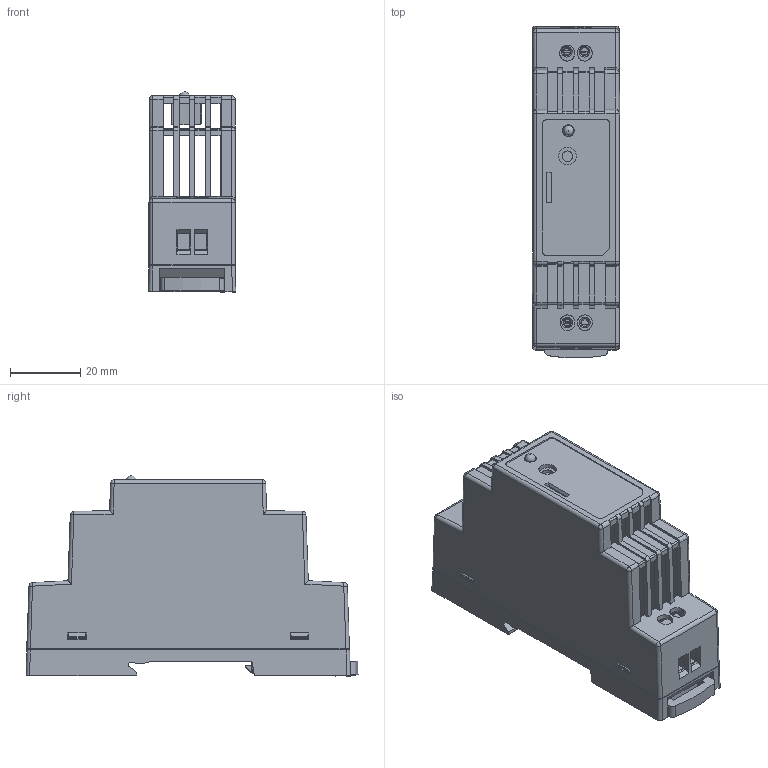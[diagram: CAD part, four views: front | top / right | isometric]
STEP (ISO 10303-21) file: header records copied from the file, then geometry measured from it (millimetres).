
FILE_DESCRIPTION((''),'2;1');
FILE_NAME('PS15.stp','2011-08-19T12:54:01',('laszlo'),(''),'Autodesk Inventor 2009','Autodesk Inventor 2009','');
FILE_SCHEMA(('AUTOMOTIVE_DESIGN { 1 0 10303 214 1 1 1 1 }'));
Length unit declared in the file: millimetre
Products named in the file (8): PS15; ALL-INNER-PARTS; TOP-OUTSIDE; BOTTOM-OUTSIDE; CONNECT1-TOP; CONNECT2-BOTTOM; LED-BLACK; VR-PART-BLUE
Assembly tree (6 placements, depth 2):
  PS15
    TOP-OUTSIDE
    BOTTOM-OUTSIDE
    CONNECT1-TOP
    CONNECT2-BOTTOM
    LED-BLACK
    VR-PART-BLUE
  ALL-INNER-PARTS
Bounding box: 25.03 x 94.65 x 57.15 mm (x, y, z)
Volume: 11649.9 mm3; surface area: 34796.8 mm2
Topology: 5 solids, 27 shells, 1000 faces, 2978 edges, 1966 vertices
Faces by surface type: plane 791, cylinder 154, sphere 20, bspline 18, cone 17
Full cylindrical faces by diameter (mm): 1.3 x2, 1.4 x2, 1.9 x2, 2.25 x4, 3 x2, 3.4 x1, 5 x1
Entity records: 35399 total; most frequent: CARTESIAN_POINT 7471, ORIENTED_EDGE 5622, DIRECTION 5207, EDGE_CURVE 2933, VECTOR 2499, LINE 2499, VERTEX_POINT 1953, AXIS2_PLACEMENT_3D 1354
